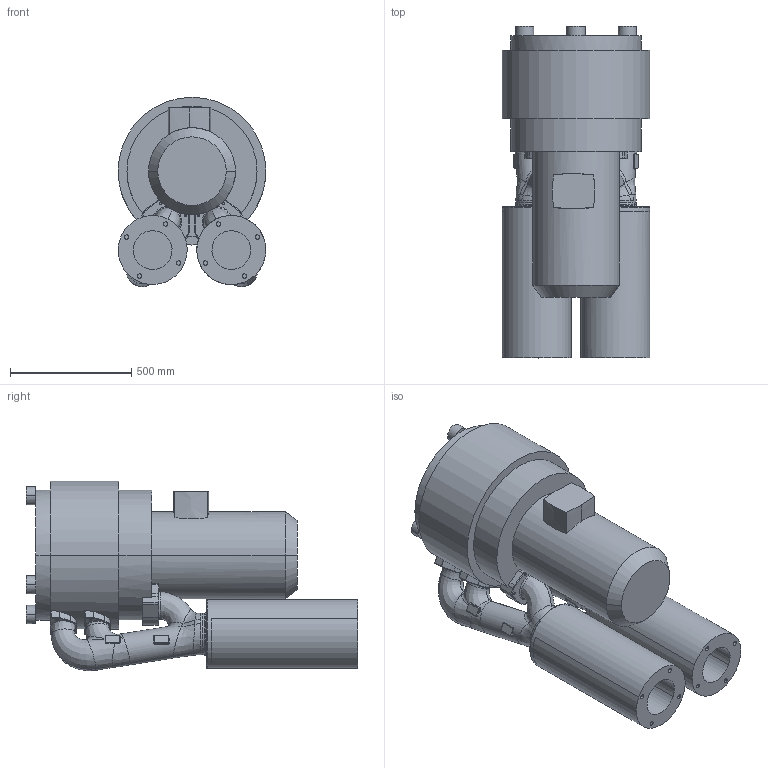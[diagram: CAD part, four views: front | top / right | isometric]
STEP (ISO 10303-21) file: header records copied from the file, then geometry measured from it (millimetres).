
FILE_DESCRIPTION((''),'2;1');
FILE_NAME('2RB963-1BQ17','2024-07-15T',('xuan'),(''),'PRO/ENGINEER BY PARAMETRIC TECHNOLOGY CORPORATION, 2007090','PRO/ENGINEER BY PARAMETRIC TECHNOLOGY CORPORATION, 2007090','');
FILE_SCHEMA(('AUTOMOTIVE_DESIGN_CC2 { 1 2 10303 214 -1 1 5 2 }'));
Length unit declared in the file: millimetre
Products named in the file (1): 2RB963-1BQ17
Bounding box: 609.97 x 1369.2 x 782.16 mm (x, y, z)
Volume: 270773783.3 mm3; surface area: 4879265 mm2
Topology: 1 solids, 11 shells, 716 faces, 1653 edges, 1004 vertices
Faces by surface type: cylinder 258, bspline 256, plane 157, torus 34, cone 6, extrusion 5
Entity records: 36200 total; most frequent: CARTESIAN_POINT 21522, ORIENTED_EDGE 3306, DIRECTION 2684, EDGE_CURVE 1653, AXIS2_PLACEMENT_3D 1137, VERTEX_POINT 1004, EDGE_LOOP 769, FACE_OUTER_BOUND 716
